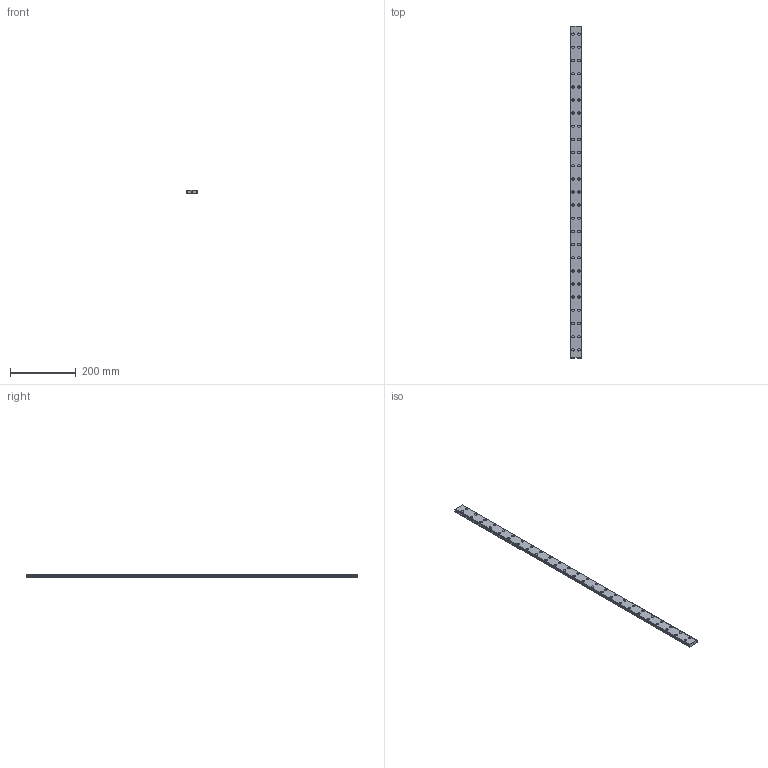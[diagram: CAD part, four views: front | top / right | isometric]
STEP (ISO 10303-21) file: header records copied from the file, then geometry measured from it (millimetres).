
FILE_DESCRIPTION(('STEP AP214'),'1');
FILE_NAME('cctmp_58132A80-8B08-4F76-876E-9B67EAEE67C0_2021_03_02_13_03_53_0377..stp','2021-03-02T12:03:53',('HIWIN GmbH'),('CADClick - www.CADClick.com'),'Spatial InterOp 3D',' ','unknown authorization');
FILE_SCHEMA(('AUTOMOTIVE_DESIGN'));
Length unit declared in the file: millimetre
Products named in the file (1): WER17R1010H_FILE
Bounding box: 33 x 1010 x 9.3 mm (x, y, z)
Volume: 279112.8 mm3; surface area: 98993.7 mm2
Topology: 1 solids, 1 shells, 553 faces, 1191 edges, 794 vertices
Faces by surface type: cylinder 318, plane 235
Entity records: 19749 total; most frequent: DIRECTION 2935, CARTESIAN_POINT 2539, ORIENTED_EDGE 2382, EDGE_CURVE 1191, AXIS2_PLACEMENT_3D 1190, VERTEX_POINT 794, EDGE_LOOP 707, CIRCLE 636
